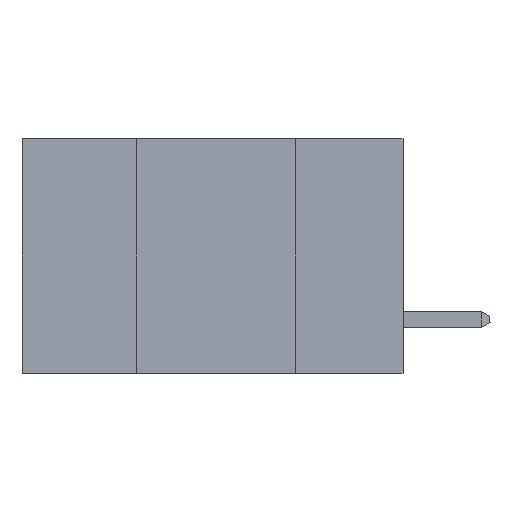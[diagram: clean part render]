
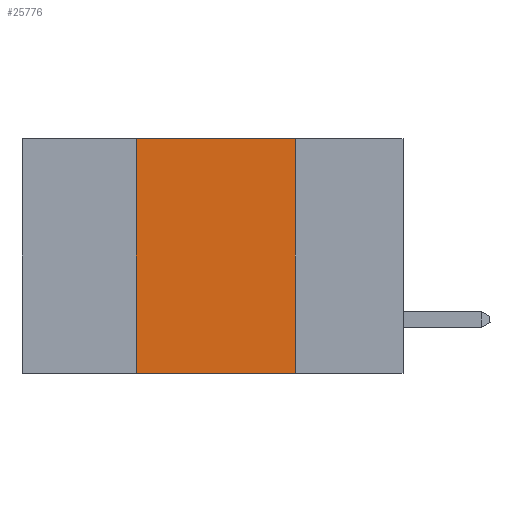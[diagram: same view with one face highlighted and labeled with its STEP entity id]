
A CAD part, left-side view. The second image highlights one B-rep face of the part: STEP entity #25776.
In plain terms, the highlighted planar face has unit normal (-1, 0, 0).
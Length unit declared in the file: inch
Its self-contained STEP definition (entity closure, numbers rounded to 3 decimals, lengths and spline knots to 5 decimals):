
#845 = VECTOR ( 'NONE', #25295, 39.37008 ) ;
#1135 = VERTEX_POINT ( 'NONE', #7843 ) ;
#2382 = VERTEX_POINT ( 'NONE', #19371 ) ;
#2525 = EDGE_CURVE ( 'NONE', #2593, #1135, #17286, .T. ) ;
#2593 = VERTEX_POINT ( 'NONE', #7018 ) ;
#2789 = CARTESIAN_POINT ( 'NONE',  ( 0., 0.17, 0. ) ) ;
#4610 = CARTESIAN_POINT ( 'NONE',  ( 0., 0.6, -0.37 ) ) ;
#5290 = FACE_OUTER_BOUND ( 'NONE', #25321, .T. ) ;
#5602 = PLANE ( 'NONE',  #9795 ) ;
#6515 = VECTOR ( 'NONE', #37286, 39.37008 ) ;
#7018 = CARTESIAN_POINT ( 'NONE',  ( 0., 0.42, 0. ) ) ;
#7840 = ORIENTED_EDGE ( 'NONE', *, *, #19233, .T. ) ;
#7843 = CARTESIAN_POINT ( 'NONE',  ( 0., 0.17, 0. ) ) ;
#7981 = CARTESIAN_POINT ( 'NONE',  ( 0., 0.42, 0. ) ) ;
#9535 = VECTOR ( 'NONE', #11775, 39.37008 ) ;
#9795 = AXIS2_PLACEMENT_3D ( 'NONE', #23035, #34504, #17390 ) ;
#10047 = ORIENTED_EDGE ( 'NONE', *, *, #2525, .F. ) ;
#11775 = DIRECTION ( 'NONE',  ( 0., -1., 0. ) ) ;
#11896 = CARTESIAN_POINT ( 'NONE',  ( 0., 0.6, 0. ) ) ;
#12219 = CARTESIAN_POINT ( 'NONE',  ( 0., 0.17, -0.37 ) ) ;
#15545 = ORIENTED_EDGE ( 'NONE', *, *, #24689, .F. ) ;
#17286 = LINE ( 'NONE', #11896, #9535 ) ;
#17390 = DIRECTION ( 'NONE',  ( 0., 0., -1. ) ) ;
#19193 = DIRECTION ( 'NONE',  ( 0., -1., 0. ) ) ;
#19233 = EDGE_CURVE ( 'NONE', #2382, #27123, #37254, .T. ) ;
#19371 = CARTESIAN_POINT ( 'NONE',  ( 0., 0.42, -0.37 ) ) ;
#20900 = EDGE_CURVE ( 'NONE', #1135, #27123, #22020, .T. ) ;
#21421 = ORIENTED_EDGE ( 'NONE', *, *, #20900, .F. ) ;
#22020 = LINE ( 'NONE', #2789, #6515 ) ;
#23035 = CARTESIAN_POINT ( 'NONE',  ( 0., 0.6, 0. ) ) ;
#24689 = EDGE_CURVE ( 'NONE', #2382, #2593, #29785, .T. ) ;
#25295 = DIRECTION ( 'NONE',  ( 0., 0., 1. ) ) ;
#25321 = EDGE_LOOP ( 'NONE', ( #21421, #10047, #15545, #7840 ) ) ;
#25776 = ADVANCED_FACE ( 'NONE', ( #5290 ), #5602, .F. ) ;
#27123 = VERTEX_POINT ( 'NONE', #12219 ) ;
#29693 = VECTOR ( 'NONE', #19193, 39.37008 ) ;
#29785 = LINE ( 'NONE', #7981, #845 ) ;
#34504 = DIRECTION ( 'NONE',  ( 1., 0., 0. ) ) ;
#37254 = LINE ( 'NONE', #4610, #29693 ) ;
#37286 = DIRECTION ( 'NONE',  ( 0., 0., -1. ) ) ;
